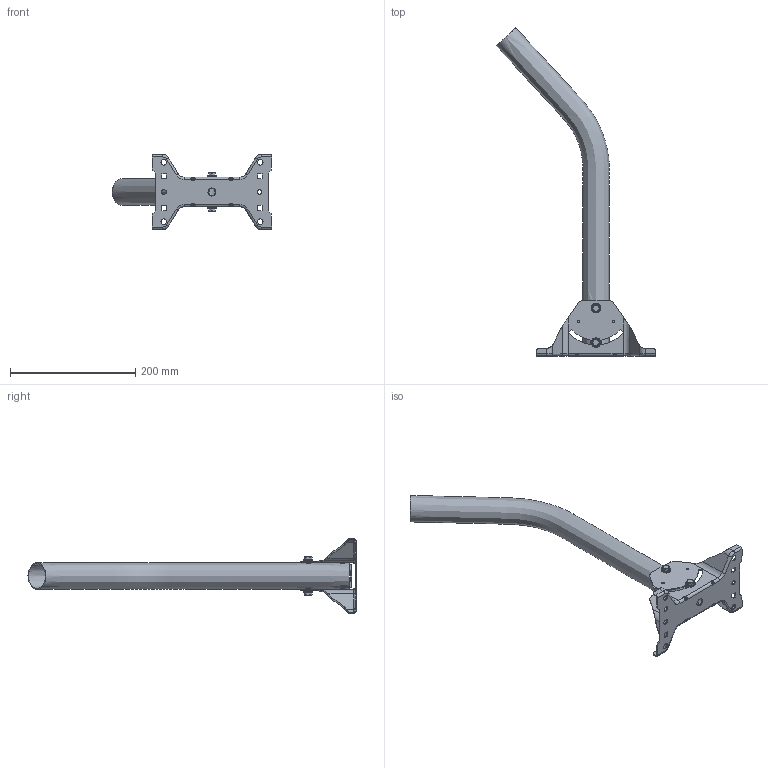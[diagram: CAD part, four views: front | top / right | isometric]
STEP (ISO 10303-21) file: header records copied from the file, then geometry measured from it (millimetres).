
FILE_DESCRIPTION (( 'STEP AP214' ), '1' );
FILE_NAME ('HGX-UMOUNT.STEP', '2013-10-23T13:22:40', ( '' ), ( '' ), 'SwSTEP 2.0', 'SolidWorks 2012', '' );
FILE_SCHEMA (( 'AUTOMOTIVE_DESIGN' ));
Length unit declared in the file: inch
Products named in the file (5): HGX-UMOUNT_HexBolt; HGX-UMOUNT_Threaded Insert; HGX-UMOUNT_ARM; HGX-UMOUNT_BASE; HGX-UMOUNT
Assembly tree (7 placements, depth 2):
  HGX-UMOUNT
    HGX-UMOUNT_BASE
    HGX-UMOUNT_ARM
    HGX-UMOUNT_Threaded Insert
    HGX-UMOUNT_HexBolt  x4
Bounding box: 254.26 x 523.41 x 119.38 mm (x, y, z)
Volume: 163091.3 mm3; surface area: 219995.6 mm2
Topology: 11 solids, 11 shells, 774 faces, 2016 edges, 1280 vertices
Faces by surface type: cylinder 326, plane 230, cone 148, torus 44, bspline 22, sphere 4
Full cylindrical faces by diameter (mm): 3.835 x2, 5.385 x4, 6.319 x4, 7.163 x3, 8.788 x4, 9.977 x4, 12.776 x1
Entity records: 15348 total; most frequent: CARTESIAN_POINT 5807, ORIENTED_EDGE 1908, DIRECTION 1874, EDGE_CURVE 954, AXIS2_PLACEMENT_3D 713, VERTEX_POINT 642, EDGE_LOOP 498, LINE 448
